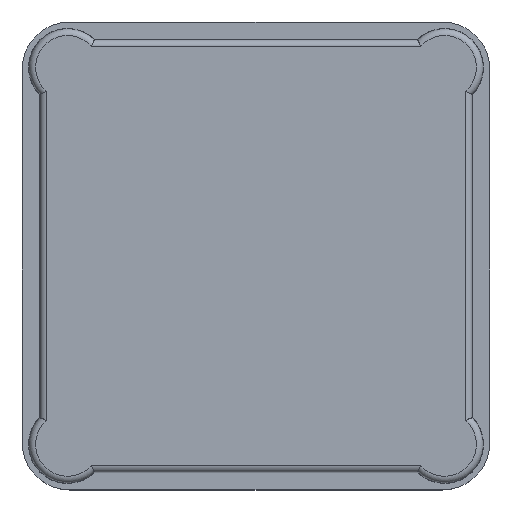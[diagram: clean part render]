
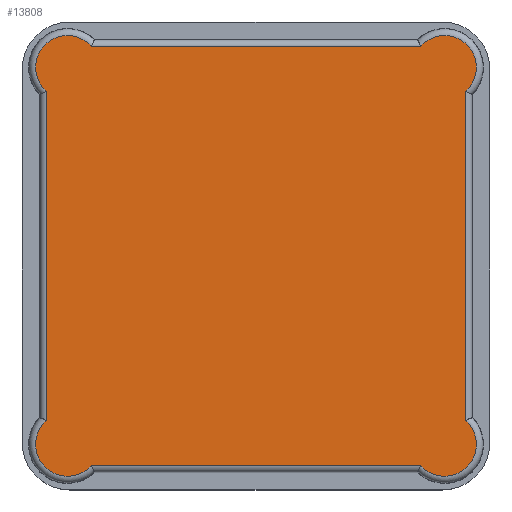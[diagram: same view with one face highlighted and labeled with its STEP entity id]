
A CAD part, top view. The second image highlights one B-rep face of the part: STEP entity #13808.
In plain terms, the highlighted planar face has unit normal (0, 0, 1).
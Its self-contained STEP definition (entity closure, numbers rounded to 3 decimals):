
#12161=DIRECTION('',(0.,1.,0.));
#12162=VECTOR('',#12161,75.938);
#12163=CARTESIAN_POINT('',(48.369,-37.969,15.));
#12164=LINE('',#12163,#12162);
#12165=CARTESIAN_POINT('',(43.5,-43.5,15.));
#12166=DIRECTION('',(0.,0.,-1.));
#12167=DIRECTION('',(0.661,0.751,0.));
#12168=AXIS2_PLACEMENT_3D('',#12165,#12166,#12167);
#12170=DIRECTION('',(1.,0.,0.));
#12171=VECTOR('',#12170,75.938);
#12172=CARTESIAN_POINT('',(-37.969,-48.369,15.));
#12173=LINE('',#12172,#12171);
#12174=CARTESIAN_POINT('',(-43.5,-43.5,15.));
#12175=DIRECTION('',(0.,0.,-1.));
#12176=DIRECTION('',(0.751,-0.661,0.));
#12177=AXIS2_PLACEMENT_3D('',#12174,#12175,#12176);
#12179=DIRECTION('',(0.,-1.,0.));
#12180=VECTOR('',#12179,75.938);
#12181=CARTESIAN_POINT('',(-48.369,37.969,15.));
#12182=LINE('',#12181,#12180);
#12183=CARTESIAN_POINT('',(-43.5,43.5,15.));
#12184=DIRECTION('',(0.,0.,-1.));
#12185=DIRECTION('',(-0.661,-0.751,0.));
#12186=AXIS2_PLACEMENT_3D('',#12183,#12184,#12185);
#12188=DIRECTION('',(-1.,0.,0.));
#12189=VECTOR('',#12188,75.938);
#12190=CARTESIAN_POINT('',(37.969,48.369,15.));
#12191=LINE('',#12190,#12189);
#12192=CARTESIAN_POINT('',(43.5,43.5,15.));
#12193=DIRECTION('',(0.,0.,-1.));
#12194=DIRECTION('',(-0.751,0.661,0.));
#12195=AXIS2_PLACEMENT_3D('',#12192,#12193,#12194);
#13404=CARTESIAN_POINT('',(48.369,-37.969,15.));
#13405=CARTESIAN_POINT('',(48.369,37.969,15.));
#13406=VERTEX_POINT('',#13404);
#13407=VERTEX_POINT('',#13405);
#13408=CARTESIAN_POINT('',(37.969,-48.369,15.));
#13409=VERTEX_POINT('',#13408);
#13412=CARTESIAN_POINT('',(-37.969,-48.369,15.));
#13413=VERTEX_POINT('',#13412);
#13416=CARTESIAN_POINT('',(-48.369,-37.969,15.));
#13417=VERTEX_POINT('',#13416);
#13422=CARTESIAN_POINT('',(-48.369,37.969,15.));
#13423=VERTEX_POINT('',#13422);
#13424=CARTESIAN_POINT('',(-37.969,48.369,15.));
#13425=VERTEX_POINT('',#13424);
#13430=CARTESIAN_POINT('',(37.969,48.369,15.));
#13431=VERTEX_POINT('',#13430);
#13786=CARTESIAN_POINT('',(0.,0.,15.));
#13787=DIRECTION('',(0.,0.,1.));
#13788=DIRECTION('',(-1.,0.,0.));
#13789=AXIS2_PLACEMENT_3D('',#13786,#13787,#13788);
#13790=PLANE('',#13789);
#13792=ORIENTED_EDGE('',*,*,#13791,.F.);
#13793=ORIENTED_EDGE('',*,*,#13776,.T.);
#13795=ORIENTED_EDGE('',*,*,#13794,.F.);
#13797=ORIENTED_EDGE('',*,*,#13796,.T.);
#13799=ORIENTED_EDGE('',*,*,#13798,.F.);
#13801=ORIENTED_EDGE('',*,*,#13800,.T.);
#13803=ORIENTED_EDGE('',*,*,#13802,.F.);
#13805=ORIENTED_EDGE('',*,*,#13804,.T.);
#13806=EDGE_LOOP('',(#13792,#13793,#13795,#13797,#13799,#13801,#13803,#13805));
#13807=FACE_OUTER_BOUND('',#13806,.F.);
#13808=ADVANCED_FACE('',(#13807),#13790,.T.);
#12169=CIRCLE('',#12168,7.369);
#12178=CIRCLE('',#12177,7.369);
#12187=CIRCLE('',#12186,7.369);
#12196=CIRCLE('',#12195,7.369);
#13776=EDGE_CURVE('',#13406,#13409,#12169,.T.);
#13791=EDGE_CURVE('',#13406,#13407,#12164,.T.);
#13794=EDGE_CURVE('',#13413,#13409,#12173,.T.);
#13796=EDGE_CURVE('',#13413,#13417,#12178,.T.);
#13798=EDGE_CURVE('',#13423,#13417,#12182,.T.);
#13800=EDGE_CURVE('',#13423,#13425,#12187,.T.);
#13802=EDGE_CURVE('',#13431,#13425,#12191,.T.);
#13804=EDGE_CURVE('',#13431,#13407,#12196,.T.);
